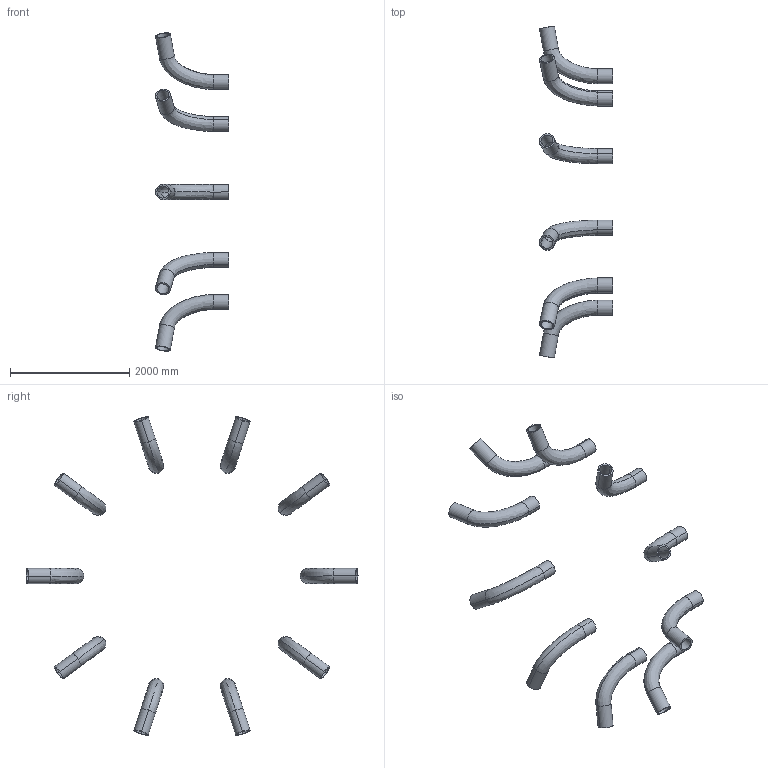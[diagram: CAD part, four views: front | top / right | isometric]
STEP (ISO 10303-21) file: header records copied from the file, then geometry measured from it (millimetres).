
FILE_DESCRIPTION((''),'2;1');
FILE_NAME('PETROL_PIPE_ARRAY','2025-12-19T09:18:51',('H576696'),('Honeywell International Inc.'),'CREO PARAMETRIC BY PTC INC, 2023134','CREO PARAMETRIC BY PTC INC, 2023134','');
FILE_SCHEMA(('AUTOMOTIVE_DESIGN { 1 0 10303 214 1 1 1 1 }'));
Length unit declared in the file: inch
Products named in the file (1): PETROL_PIPE_ARRAY
Bounding box: 1226.89 x 5573.59 x 5347.8 mm (x, y, z)
Volume: 291853490.9 mm3; surface area: 23344755.4 mm2
Topology: 10 solids, 10 shells, 140 faces, 280 edges, 160 vertices
Faces by surface type: cylinder 80, bspline 40, plane 20
Entity records: 15692 total; most frequent: CARTESIAN_POINT 10831, DIRECTION 602, ORIENTED_EDGE 560, PRESENTATION_STYLE_ASSIGNMENT 430, STYLED_ITEM 430, CURVE_STYLE 280, EDGE_CURVE 280, AXIS2_PLACEMENT_3D 261
